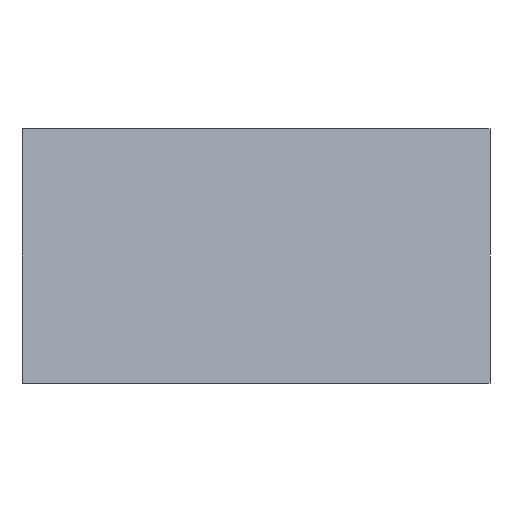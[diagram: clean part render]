
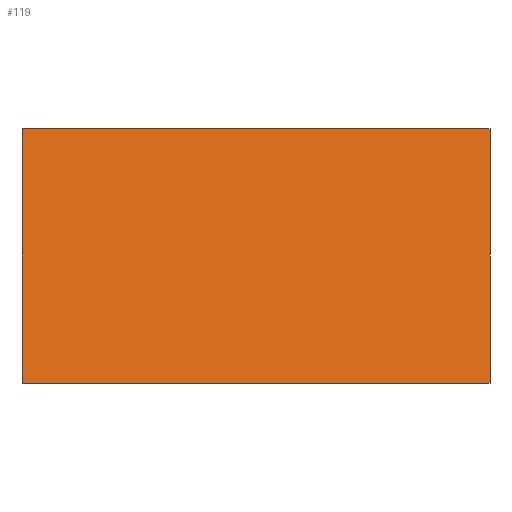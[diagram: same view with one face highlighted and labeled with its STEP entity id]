
A CAD part, left-side view. The second image highlights one B-rep face of the part: STEP entity #119.
In plain terms, the highlighted planar face has unit normal (-0.893, -0.449, 0).
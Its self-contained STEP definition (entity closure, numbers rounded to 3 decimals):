
#21 = EDGE_CURVE('',#22,#24,#26,.T.);
#22 = VERTEX_POINT('',#23);
#23 = CARTESIAN_POINT('',(-61.384,33.187,0.));
#24 = VERTEX_POINT('',#25);
#25 = CARTESIAN_POINT('',(-61.384,33.187,33.));
#26 = LINE('',#27,#28);
#27 = CARTESIAN_POINT('',(-61.384,33.187,0.));
#28 = VECTOR('',#29,1.);
#29 = DIRECTION('',(0.,0.,1.));
#94 = VERTEX_POINT('',#95);
#95 = CARTESIAN_POINT('',(-30.911,-27.408,33.));
#101 = EDGE_CURVE('',#102,#94,#104,.T.);
#102 = VERTEX_POINT('',#103);
#103 = CARTESIAN_POINT('',(-30.911,-27.408,0.));
#104 = LINE('',#105,#106);
#105 = CARTESIAN_POINT('',(-30.911,-27.408,0.));
#106 = VECTOR('',#107,1.);
#107 = DIRECTION('',(0.,0.,1.));
#119 = ADVANCED_FACE('',(#120),#136,.T.);
#120 = FACE_BOUND('',#121,.T.);
#121 = EDGE_LOOP('',(#122,#123,#129,#130));
#122 = ORIENTED_EDGE('',*,*,#101,.T.);
#123 = ORIENTED_EDGE('',*,*,#124,.T.);
#124 = EDGE_CURVE('',#94,#24,#125,.T.);
#125 = LINE('',#126,#127);
#126 = CARTESIAN_POINT('',(-30.911,-27.408,33.));
#127 = VECTOR('',#128,1.);
#128 = DIRECTION('',(-0.449,0.893,0.));
#129 = ORIENTED_EDGE('',*,*,#21,.F.);
#130 = ORIENTED_EDGE('',*,*,#131,.F.);
#131 = EDGE_CURVE('',#102,#22,#132,.T.);
#132 = LINE('',#133,#134);
#133 = CARTESIAN_POINT('',(-30.911,-27.408,0.));
#134 = VECTOR('',#135,1.);
#135 = DIRECTION('',(-0.449,0.893,0.));
#136 = PLANE('',#137);
#137 = AXIS2_PLACEMENT_3D('',#138,#139,#140);
#138 = CARTESIAN_POINT('',(-30.911,-27.408,0.));
#139 = DIRECTION('',(-0.893,-0.449,0.));
#140 = DIRECTION('',(-0.449,0.893,0.));
